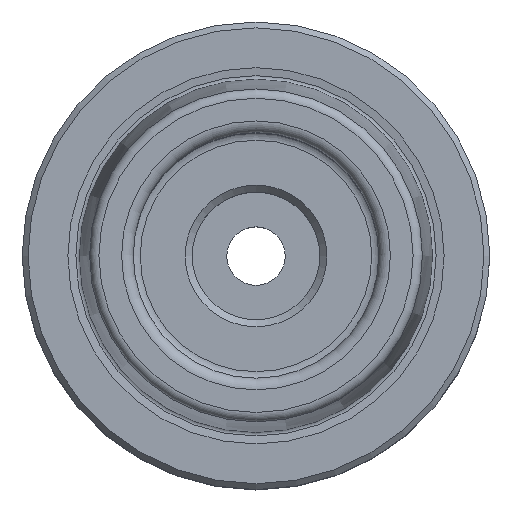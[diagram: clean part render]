
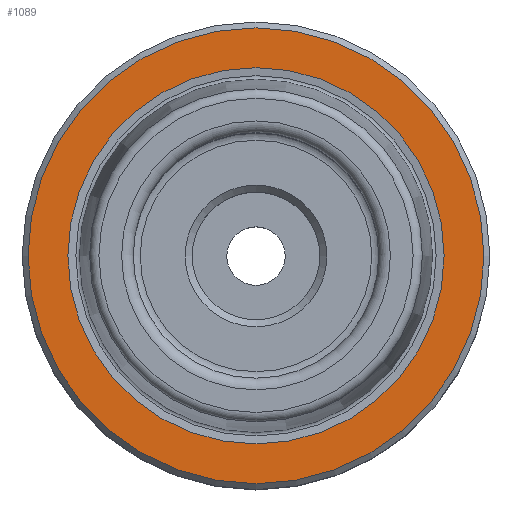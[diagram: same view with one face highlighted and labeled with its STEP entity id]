
A CAD part, top view. The second image highlights one B-rep face of the part: STEP entity #1089.
In plain terms, the highlighted planar face has unit normal (0, 0, 1).
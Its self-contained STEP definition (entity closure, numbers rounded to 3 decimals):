
#132=ORIENTED_EDGE('',*,*,#227,.T.);
#133=ORIENTED_EDGE('',*,*,#226,.F.);
#226=EDGE_CURVE('',#287,#287,#348,.T.);
#227=EDGE_CURVE('',#288,#288,#349,.T.);
#287=VERTEX_POINT('',#1589);
#288=VERTEX_POINT('',#1592);
#348=CIRCLE('',#1187,16.094);
#349=CIRCLE('',#1189,19.5);
#437=EDGE_LOOP('',(#132));
#438=EDGE_LOOP('',(#133));
#559=FACE_BOUND('',#437,.T.);
#560=FACE_BOUND('',#438,.T.);
#627=PLANE('',#1188);
#1089=ADVANCED_FACE('',(#559,#560),#627,.T.);
#1187=AXIS2_PLACEMENT_3D('',#1588,#1373,#1374);
#1188=AXIS2_PLACEMENT_3D('',#1590,#1375,#1376);
#1189=AXIS2_PLACEMENT_3D('',#1591,#1377,#1378);
#1373=DIRECTION('',(0.,0.,1.));
#1374=DIRECTION('',(1.,0.,0.));
#1375=DIRECTION('',(0.,0.,1.));
#1376=DIRECTION('',(1.,0.,0.));
#1377=DIRECTION('',(0.,0.,1.));
#1378=DIRECTION('',(1.,0.,0.));
#1588=CARTESIAN_POINT('',(0.,0.,0.));
#1589=CARTESIAN_POINT('',(16.094,0.,0.));
#1590=CARTESIAN_POINT('',(19.5,0.,0.));
#1591=CARTESIAN_POINT('',(0.,0.,0.));
#1592=CARTESIAN_POINT('',(19.5,0.,0.));
